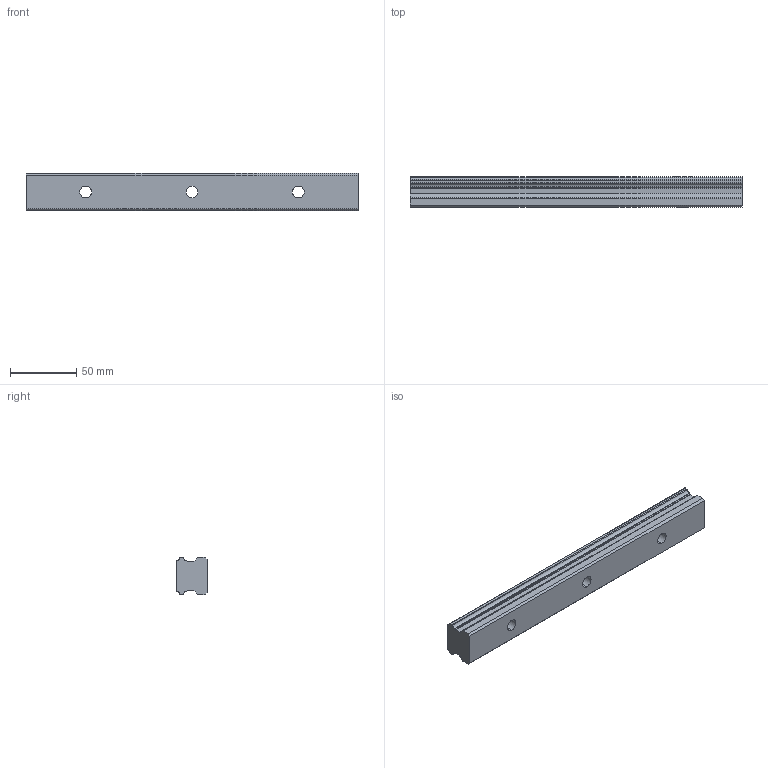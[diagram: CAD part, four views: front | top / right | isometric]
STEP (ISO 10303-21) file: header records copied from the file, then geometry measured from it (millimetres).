
FILE_DESCRIPTION (( 'STEP AP214' ), '1' );
FILE_NAME ('SHS30C1SS-250L_G45_0_B-M6F_72_0_0_0_1.STEP', '2021-06-21T09:24:31', ( '' ), ( '' ), 'SwSTEP 2.0', 'SolidWorks 2021', '' );
FILE_SCHEMA (( 'AUTOMOTIVE_DESIGN' ));
Length unit declared in the file: millimetre
Products named in the file (2): SHS30C1SS-250L_G45_0_B-M6F_72_0_0_0_1; _SHS30C25045 Track
Assembly tree (1 placements, depth 2):
  SHS30C1SS-250L_G45_0_B-M6F_72_0_0_0_1
    _SHS30C25045 Track
Bounding box: 250 x 23 x 28 mm (x, y, z)
Volume: 137368.8 mm3; surface area: 29033.8 mm2
Topology: 1 solids, 1 shells, 52 faces, 141 edges, 94 vertices
Faces by surface type: cylinder 33, plane 19
Entity records: 1749 total; most frequent: DIRECTION 319, CARTESIAN_POINT 291, ORIENTED_EDGE 282, EDGE_CURVE 141, AXIS2_PLACEMENT_3D 122, VERTEX_POINT 94, LINE 75, VECTOR 75
